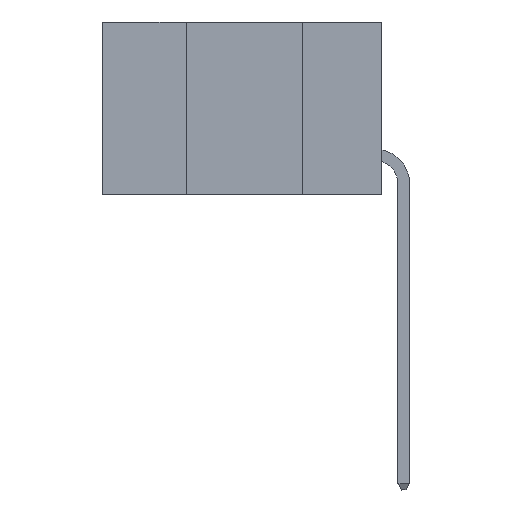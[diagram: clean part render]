
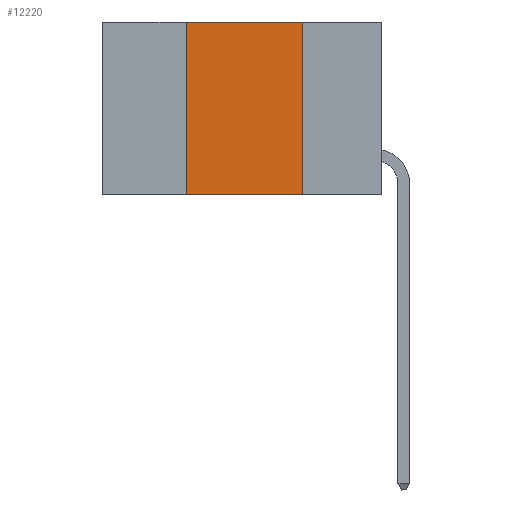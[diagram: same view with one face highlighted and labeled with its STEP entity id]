
A CAD part, left-side view. The second image highlights one B-rep face of the part: STEP entity #12220.
In plain terms, the highlighted planar face has unit normal (-1, 0, 0).
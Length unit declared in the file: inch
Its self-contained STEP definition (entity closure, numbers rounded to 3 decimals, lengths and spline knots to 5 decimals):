
#238 = CARTESIAN_POINT ( 'NONE',  ( 0., 0.42, -0.37 ) ) ;
#1423 = CARTESIAN_POINT ( 'NONE',  ( 0., 0.6, 0. ) ) ;
#1615 = LINE ( 'NONE', #21026, #5500 ) ;
#2216 = CARTESIAN_POINT ( 'NONE',  ( 0., 0.17, -0.37 ) ) ;
#2792 = CARTESIAN_POINT ( 'NONE',  ( 0., 0.17, 0. ) ) ;
#3701 = ORIENTED_EDGE ( 'NONE', *, *, #12520, .F. ) ;
#4296 = CARTESIAN_POINT ( 'NONE',  ( 0., 0.6, -0.37 ) ) ;
#4451 = DIRECTION ( 'NONE',  ( 0., 0., -1. ) ) ;
#4894 = CARTESIAN_POINT ( 'NONE',  ( 0., 0.42, 0. ) ) ;
#5178 = PLANE ( 'NONE',  #14215 ) ;
#5500 = VECTOR ( 'NONE', #4451, 39.37008 ) ;
#6047 = DIRECTION ( 'NONE',  ( 0., -1., 0. ) ) ;
#6159 = FACE_OUTER_BOUND ( 'NONE', #7384, .T. ) ;
#7384 = EDGE_LOOP ( 'NONE', ( #14601, #3701, #16401, #9683 ) ) ;
#9528 = EDGE_CURVE ( 'NONE', #16343, #9768, #1615, .T. ) ;
#9683 = ORIENTED_EDGE ( 'NONE', *, *, #18458, .T. ) ;
#9768 = VERTEX_POINT ( 'NONE', #2216 ) ;
#10889 = DIRECTION ( 'NONE',  ( 0., 0., 1. ) ) ;
#11487 = EDGE_CURVE ( 'NONE', #18124, #18184, #15897, .T. ) ;
#11495 = VECTOR ( 'NONE', #6047, 39.37008 ) ;
#11598 = VECTOR ( 'NONE', #16754, 39.37008 ) ;
#11779 = LINE ( 'NONE', #4296, #11495 ) ;
#11780 = CARTESIAN_POINT ( 'NONE',  ( 0., 0.42, 0. ) ) ;
#12220 = ADVANCED_FACE ( 'NONE', ( #6159 ), #5178, .F. ) ;
#12520 = EDGE_CURVE ( 'NONE', #18184, #16343, #13684, .T. ) ;
#12751 = CARTESIAN_POINT ( 'NONE',  ( 0., 0.6, 0. ) ) ;
#13684 = LINE ( 'NONE', #12751, #11598 ) ;
#14215 = AXIS2_PLACEMENT_3D ( 'NONE', #1423, #20570, #24764 ) ;
#14601 = ORIENTED_EDGE ( 'NONE', *, *, #9528, .F. ) ;
#15897 = LINE ( 'NONE', #4894, #16205 ) ;
#16205 = VECTOR ( 'NONE', #10889, 39.37008 ) ;
#16343 = VERTEX_POINT ( 'NONE', #2792 ) ;
#16401 = ORIENTED_EDGE ( 'NONE', *, *, #11487, .F. ) ;
#16754 = DIRECTION ( 'NONE',  ( 0., -1., 0. ) ) ;
#18124 = VERTEX_POINT ( 'NONE', #238 ) ;
#18184 = VERTEX_POINT ( 'NONE', #11780 ) ;
#18458 = EDGE_CURVE ( 'NONE', #18124, #9768, #11779, .T. ) ;
#20570 = DIRECTION ( 'NONE',  ( 1., 0., 0. ) ) ;
#21026 = CARTESIAN_POINT ( 'NONE',  ( 0., 0.17, 0. ) ) ;
#24764 = DIRECTION ( 'NONE',  ( 0., 0., -1. ) ) ;
